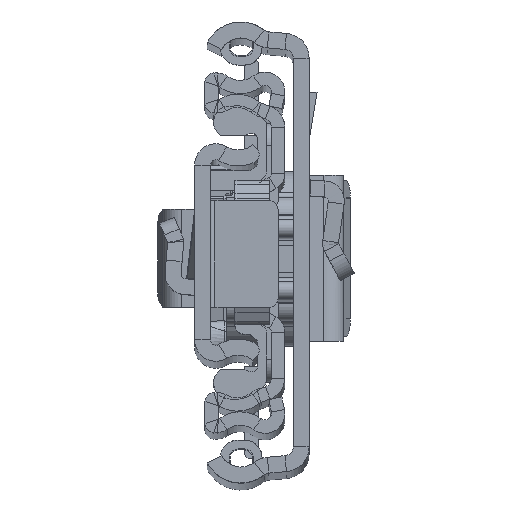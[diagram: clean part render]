
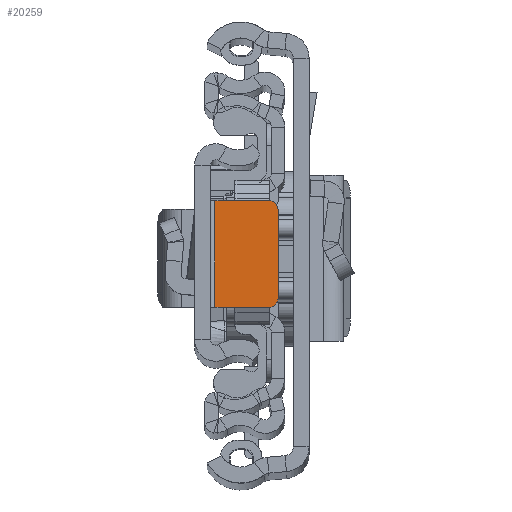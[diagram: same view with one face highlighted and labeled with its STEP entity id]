
A CAD part, top view. The second image highlights one B-rep face of the part: STEP entity #20259.
In plain terms, the highlighted planar face has unit normal (0, 0, 1).
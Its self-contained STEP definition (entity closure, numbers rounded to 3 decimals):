
#348 = EDGE_CURVE ( 'NONE', #20684, #14901, #24051, .T. ) ;
#572 = FACE_OUTER_BOUND ( 'NONE', #23575, .T. ) ;
#1102 = VECTOR ( 'NONE', #20310, 1000. ) ;
#1217 = EDGE_CURVE ( 'NONE', #20684, #29675, #22550, .T. ) ;
#1430 = CARTESIAN_POINT ( 'NONE',  ( -8.4, -5.849, -6.8 ) ) ;
#1735 = ORIENTED_EDGE ( 'NONE', *, *, #13051, .T. ) ;
#1839 = LINE ( 'NONE', #10610, #1102 ) ;
#1910 = CARTESIAN_POINT ( 'NONE',  ( -9.4, -4.849, -6.8 ) ) ;
#2429 = CARTESIAN_POINT ( 'NONE',  ( -9.4, 5.151, -6.8 ) ) ;
#2527 = CARTESIAN_POINT ( 'NONE',  ( 0., 0., -6.8 ) ) ;
#3543 = DIRECTION ( 'NONE',  ( 0., 0., 1. ) ) ;
#3592 = CARTESIAN_POINT ( 'NONE',  ( -8.4, 5.151, -6.8 ) ) ;
#3893 = ORIENTED_EDGE ( 'NONE', *, *, #4731, .F. ) ;
#4007 = EDGE_CURVE ( 'NONE', #20466, #14901, #24067, .T. ) ;
#4247 = AXIS2_PLACEMENT_3D ( 'NONE', #22013, #3543, #19766 ) ;
#4583 = ORIENTED_EDGE ( 'NONE', *, *, #4840, .F. ) ;
#4731 = EDGE_CURVE ( 'NONE', #16588, #23227, #17590, .T. ) ;
#4840 = EDGE_CURVE ( 'NONE', #29675, #16588, #1839, .T. ) ;
#5970 = ORIENTED_EDGE ( 'NONE', *, *, #348, .T. ) ;
#8795 = VECTOR ( 'NONE', #10749, 1000. ) ;
#10599 = CARTESIAN_POINT ( 'NONE',  ( -2.3, -5.849, -6.8 ) ) ;
#10610 = CARTESIAN_POINT ( 'NONE',  ( -2.3, 6.151, -6.8 ) ) ;
#10749 = DIRECTION ( 'NONE',  ( -1., 0., 0. ) ) ;
#11037 = CARTESIAN_POINT ( 'NONE',  ( -1.8, 6.151, -6.8 ) ) ;
#11721 = CARTESIAN_POINT ( 'NONE',  ( -8.4, 6.151, -6.8 ) ) ;
#12182 = VECTOR ( 'NONE', #28925, 1000. ) ;
#12215 = DIRECTION ( 'NONE',  ( 1., 0., 0. ) ) ;
#12710 = CARTESIAN_POINT ( 'NONE',  ( -2.3, 6.151, -6.8 ) ) ;
#13002 = DIRECTION ( 'NONE',  ( 0., 0., 1. ) ) ;
#13030 = DIRECTION ( 'NONE',  ( 1., 0., 0. ) ) ;
#13051 = EDGE_CURVE ( 'NONE', #20466, #23227, #22659, .T. ) ;
#14512 = DIRECTION ( 'NONE',  ( 0., 0., 1. ) ) ;
#14901 = VERTEX_POINT ( 'NONE', #2429 ) ;
#15051 = ORIENTED_EDGE ( 'NONE', *, *, #1217, .F. ) ;
#16588 = VERTEX_POINT ( 'NONE', #10599 ) ;
#16766 = PLANE ( 'NONE',  #21255 ) ;
#17590 = LINE ( 'NONE', #26821, #8795 ) ;
#19340 = ORIENTED_EDGE ( 'NONE', *, *, #4007, .F. ) ;
#19766 = DIRECTION ( 'NONE',  ( 1., 0., 0. ) ) ;
#20259 = ADVANCED_FACE ( 'NONE', ( #572 ), #16766, .T. ) ;
#20310 = DIRECTION ( 'NONE',  ( 0., -1., 0. ) ) ;
#20466 = VERTEX_POINT ( 'NONE', #1910 ) ;
#20684 = VERTEX_POINT ( 'NONE', #11721 ) ;
#21255 = AXIS2_PLACEMENT_3D ( 'NONE', #2527, #14512, #12215 ) ;
#22013 = CARTESIAN_POINT ( 'NONE',  ( -8.4, -4.849, -6.8 ) ) ;
#22550 = LINE ( 'NONE', #11037, #29463 ) ;
#22659 = CIRCLE ( 'NONE', #4247, 1. ) ;
#23227 = VERTEX_POINT ( 'NONE', #1430 ) ;
#23575 = EDGE_LOOP ( 'NONE', ( #19340, #1735, #3893, #4583, #15051, #5970 ) ) ;
#24051 = CIRCLE ( 'NONE', #26975, 1. ) ;
#24067 = LINE ( 'NONE', #27097, #12182 ) ;
#26645 = DIRECTION ( 'NONE',  ( 1., 0., 0. ) ) ;
#26821 = CARTESIAN_POINT ( 'NONE',  ( -9.4, -5.849, -6.8 ) ) ;
#26975 = AXIS2_PLACEMENT_3D ( 'NONE', #3592, #13002, #26645 ) ;
#27097 = CARTESIAN_POINT ( 'NONE',  ( -9.4, 6.151, -6.8 ) ) ;
#28925 = DIRECTION ( 'NONE',  ( 0., 1., 0. ) ) ;
#29463 = VECTOR ( 'NONE', #13030, 1000. ) ;
#29675 = VERTEX_POINT ( 'NONE', #12710 ) ;
